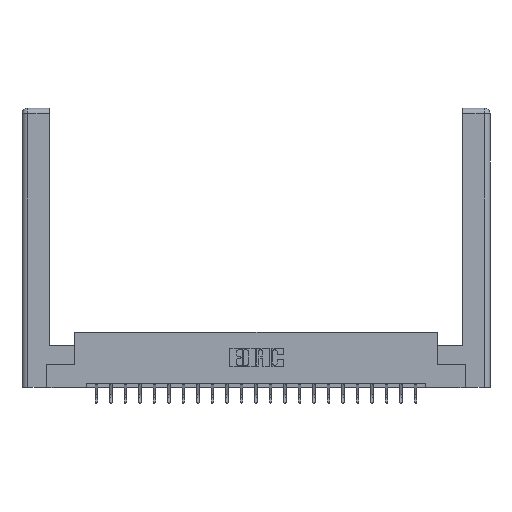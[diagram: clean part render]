
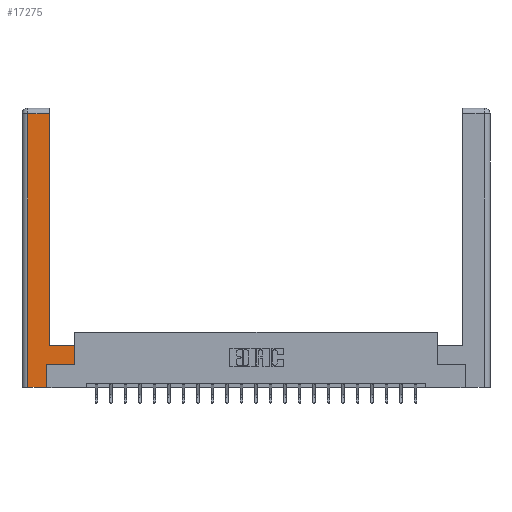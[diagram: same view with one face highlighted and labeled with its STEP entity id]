
A CAD part, top view. The second image highlights one B-rep face of the part: STEP entity #17275.
In plain terms, the highlighted planar face has unit normal (0, 0, 1).
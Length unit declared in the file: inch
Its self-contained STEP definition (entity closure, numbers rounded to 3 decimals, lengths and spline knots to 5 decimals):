
#89 = CARTESIAN_POINT ( 'NONE',  ( 0.565, 0.45, 0. ) ) ;
#256 = CARTESIAN_POINT ( 'NONE',  ( 0.0615, 2.94, 0. ) ) ;
#619 = AXIS2_PLACEMENT_3D ( 'NONE', #16944, #20612, #20387 ) ;
#918 = VECTOR ( 'NONE', #18298, 39.37008 ) ;
#1216 = ORIENTED_EDGE ( 'NONE', *, *, #8362, .T. ) ;
#2169 = CARTESIAN_POINT ( 'NONE',  ( 0.565, 0.45, 0. ) ) ;
#2609 = DIRECTION ( 'NONE',  ( 1., 0., 0. ) ) ;
#3051 = CARTESIAN_POINT ( 'NONE',  ( 0.0615, 0., 0. ) ) ;
#3187 = CARTESIAN_POINT ( 'NONE',  ( 0.295, 2.94, 0. ) ) ;
#3291 = VERTEX_POINT ( 'NONE', #256 ) ;
#3619 = LINE ( 'NONE', #10223, #6645 ) ;
#3674 = EDGE_CURVE ( 'NONE', #15030, #10684, #6173, .T. ) ;
#3681 = CARTESIAN_POINT ( 'NONE',  ( 0.295, 0.45, 0. ) ) ;
#3911 = DIRECTION ( 'NONE',  ( 0., 1., 0. ) ) ;
#4064 = DIRECTION ( 'NONE',  ( 1., 0., 0. ) ) ;
#4513 = CARTESIAN_POINT ( 'NONE',  ( 0.565, 0.245, 0. ) ) ;
#5240 = ORIENTED_EDGE ( 'NONE', *, *, #21174, .T. ) ;
#5683 = VERTEX_POINT ( 'NONE', #3051 ) ;
#6157 = LINE ( 'NONE', #12599, #918 ) ;
#6173 = LINE ( 'NONE', #20350, #12970 ) ;
#6508 = DIRECTION ( 'NONE',  ( -1., 0., 0. ) ) ;
#6645 = VECTOR ( 'NONE', #20940, 39.37008 ) ;
#6701 = EDGE_LOOP ( 'NONE', ( #1216, #7673, #8659, #5240, #22141, #16448, #18462, #16447 ) ) ;
#6708 = LINE ( 'NONE', #9107, #12118 ) ;
#7673 = ORIENTED_EDGE ( 'NONE', *, *, #19981, .T. ) ;
#8359 = EDGE_CURVE ( 'NONE', #10990, #14166, #6157, .T. ) ;
#8362 = EDGE_CURVE ( 'NONE', #14166, #15160, #6708, .T. ) ;
#8659 = ORIENTED_EDGE ( 'NONE', *, *, #11127, .T. ) ;
#9107 = CARTESIAN_POINT ( 'NONE',  ( 0.295, 3., 0. ) ) ;
#9776 = CARTESIAN_POINT ( 'NONE',  ( 0.265, 0.245, 0. ) ) ;
#9925 = CARTESIAN_POINT ( 'NONE',  ( 0.0615, 2.94, 0. ) ) ;
#10223 = CARTESIAN_POINT ( 'NONE',  ( 0.0615, 0., 0. ) ) ;
#10372 = EDGE_CURVE ( 'NONE', #10684, #13525, #13201, .T. ) ;
#10684 = VERTEX_POINT ( 'NONE', #9776 ) ;
#10940 = DIRECTION ( 'NONE',  ( 0., 1., 0. ) ) ;
#10990 = VERTEX_POINT ( 'NONE', #2169 ) ;
#11127 = EDGE_CURVE ( 'NONE', #3291, #5683, #3619, .T. ) ;
#11492 = VECTOR ( 'NONE', #2609, 39.37008 ) ;
#12118 = VECTOR ( 'NONE', #10940, 39.37008 ) ;
#12565 = LINE ( 'NONE', #89, #18988 ) ;
#12599 = CARTESIAN_POINT ( 'NONE',  ( 0.295, 0.45, 0. ) ) ;
#12970 = VECTOR ( 'NONE', #22299, 39.37008 ) ;
#13201 = LINE ( 'NONE', #15139, #11492 ) ;
#13525 = VERTEX_POINT ( 'NONE', #4513 ) ;
#13590 = LINE ( 'NONE', #19877, #17768 ) ;
#13994 = FACE_OUTER_BOUND ( 'NONE', #6701, .T. ) ;
#14166 = VERTEX_POINT ( 'NONE', #3681 ) ;
#14284 = CARTESIAN_POINT ( 'NONE',  ( 0.265, 0., 0. ) ) ;
#15030 = VERTEX_POINT ( 'NONE', #14284 ) ;
#15139 = CARTESIAN_POINT ( 'NONE',  ( 0.565, 0.245, 0. ) ) ;
#15160 = VERTEX_POINT ( 'NONE', #3187 ) ;
#16447 = ORIENTED_EDGE ( 'NONE', *, *, #8359, .T. ) ;
#16448 = ORIENTED_EDGE ( 'NONE', *, *, #10372, .T. ) ;
#16944 = CARTESIAN_POINT ( 'NONE',  ( 0., 0., 0. ) ) ;
#17275 = ADVANCED_FACE ( 'NONE', ( #13994 ), #18597, .F. ) ;
#17768 = VECTOR ( 'NONE', #4064, 39.37008 ) ;
#17837 = VECTOR ( 'NONE', #6508, 39.37008 ) ;
#18298 = DIRECTION ( 'NONE',  ( -1., 0., 0. ) ) ;
#18462 = ORIENTED_EDGE ( 'NONE', *, *, #19079, .T. ) ;
#18597 = PLANE ( 'NONE',  #619 ) ;
#18988 = VECTOR ( 'NONE', #3911, 39.37008 ) ;
#19079 = EDGE_CURVE ( 'NONE', #13525, #10990, #12565, .T. ) ;
#19877 = CARTESIAN_POINT ( 'NONE',  ( 0.265, 0., 0. ) ) ;
#19981 = EDGE_CURVE ( 'NONE', #15160, #3291, #21471, .T. ) ;
#20350 = CARTESIAN_POINT ( 'NONE',  ( 0.265, 0.245, 0. ) ) ;
#20387 = DIRECTION ( 'NONE',  ( -1., 0., 0. ) ) ;
#20612 = DIRECTION ( 'NONE',  ( 0., 0., -1. ) ) ;
#20940 = DIRECTION ( 'NONE',  ( 0., -1., 0. ) ) ;
#21174 = EDGE_CURVE ( 'NONE', #5683, #15030, #13590, .T. ) ;
#21471 = LINE ( 'NONE', #9925, #17837 ) ;
#22141 = ORIENTED_EDGE ( 'NONE', *, *, #3674, .T. ) ;
#22299 = DIRECTION ( 'NONE',  ( 0., 1., 0. ) ) ;
